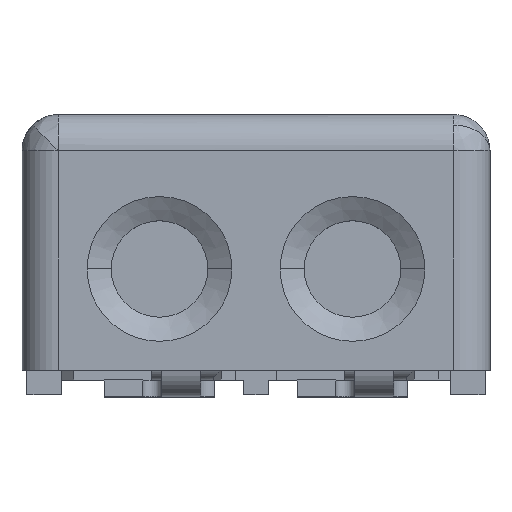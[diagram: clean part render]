
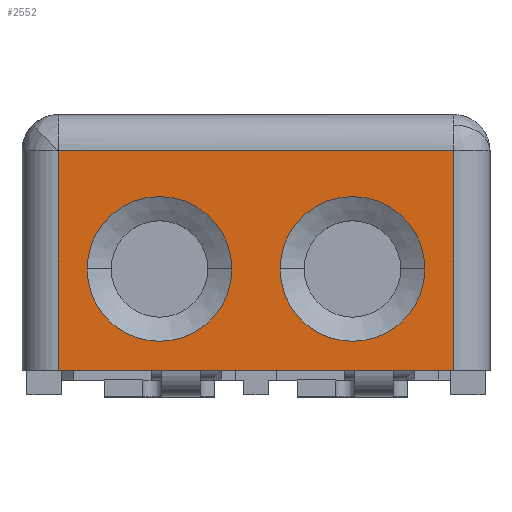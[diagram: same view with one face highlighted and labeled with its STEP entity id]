
A CAD part, top view. The second image highlights one B-rep face of the part: STEP entity #2552.
In plain terms, the highlighted planar face has unit normal (0, 0, 1).
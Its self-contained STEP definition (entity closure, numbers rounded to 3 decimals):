
#3 = AXIS2_PLACEMENT_3D ( 'NONE', #1152, #11913, #10637 ) ;
#82 = CARTESIAN_POINT ( 'NONE',  ( -4.1, 2.45, 0. ) ) ;
#99 = VECTOR ( 'NONE', #3361, 1000. ) ;
#105 = CARTESIAN_POINT ( 'NONE',  ( -2., 0., 0. ) ) ;
#132 = DIRECTION ( 'NONE',  ( 0., 0., 1. ) ) ;
#458 = DIRECTION ( 'NONE',  ( 1., 0., 0. ) ) ;
#921 = FACE_BOUND ( 'NONE', #14909, .T. ) ;
#946 = EDGE_CURVE ( 'NONE', #10016, #12270, #12106, .T. ) ;
#1123 = CARTESIAN_POINT ( 'NONE',  ( 4.1, 0., 0. ) ) ;
#1124 = DIRECTION ( 'NONE',  ( 1., 0., 0. ) ) ;
#1152 = CARTESIAN_POINT ( 'NONE',  ( 2., 0., 0. ) ) ;
#1394 = CARTESIAN_POINT ( 'NONE',  ( 2., 0., 0. ) ) ;
#1433 = CARTESIAN_POINT ( 'NONE',  ( -4.1, -2.1, 0. ) ) ;
#1453 = EDGE_LOOP ( 'NONE', ( #7572, #7190 ) ) ;
#1976 = CARTESIAN_POINT ( 'NONE',  ( 0.5, 0., 0. ) ) ;
#2304 = CARTESIAN_POINT ( 'NONE',  ( -0.5, 0., 0. ) ) ;
#2495 = VERTEX_POINT ( 'NONE', #82 ) ;
#2552 = ADVANCED_FACE ( 'NONE', ( #11223, #921, #10269 ), #4802, .T. ) ;
#2719 = VERTEX_POINT ( 'NONE', #5264 ) ;
#2725 = AXIS2_PLACEMENT_3D ( 'NONE', #1394, #13415, #9730 ) ;
#2876 = DIRECTION ( 'NONE',  ( 0., 0., -1. ) ) ;
#3042 = CARTESIAN_POINT ( 'NONE',  ( 4.1, 2.45, 0. ) ) ;
#3361 = DIRECTION ( 'NONE',  ( 0., 1., 0. ) ) ;
#3689 = DIRECTION ( 'NONE',  ( 0., -1., 0. ) ) ;
#3846 = CARTESIAN_POINT ( 'NONE',  ( -4.1, 0., 0. ) ) ;
#3853 = ORIENTED_EDGE ( 'NONE', *, *, #9162, .T. ) ;
#4802 = PLANE ( 'NONE',  #8081 ) ;
#5060 = CARTESIAN_POINT ( 'NONE',  ( 0., 0., 0. ) ) ;
#5264 = CARTESIAN_POINT ( 'NONE',  ( 3.5, 0., 0. ) ) ;
#5349 = EDGE_CURVE ( 'NONE', #6796, #2719, #12531, .T. ) ;
#5614 = CARTESIAN_POINT ( 'NONE',  ( 17.495, 2.45, 0. ) ) ;
#6023 = CARTESIAN_POINT ( 'NONE',  ( -3.5, 0., 0. ) ) ;
#6796 = VERTEX_POINT ( 'NONE', #1976 ) ;
#6864 = LINE ( 'NONE', #3846, #8738 ) ;
#7056 = EDGE_CURVE ( 'NONE', #8078, #10016, #8758, .T. ) ;
#7112 = ORIENTED_EDGE ( 'NONE', *, *, #7056, .T. ) ;
#7190 = ORIENTED_EDGE ( 'NONE', *, *, #5349, .T. ) ;
#7217 = EDGE_CURVE ( 'NONE', #2719, #6796, #13265, .T. ) ;
#7555 = ORIENTED_EDGE ( 'NONE', *, *, #946, .T. ) ;
#7572 = ORIENTED_EDGE ( 'NONE', *, *, #7217, .T. ) ;
#8071 = CIRCLE ( 'NONE', #8595, 1.5 ) ;
#8078 = VERTEX_POINT ( 'NONE', #1433 ) ;
#8081 = AXIS2_PLACEMENT_3D ( 'NONE', #5060, #132, #14496 ) ;
#8595 = AXIS2_PLACEMENT_3D ( 'NONE', #9879, #2876, #458 ) ;
#8738 = VECTOR ( 'NONE', #3689, 1000. ) ;
#8758 = LINE ( 'NONE', #14460, #11566 ) ;
#9106 = VERTEX_POINT ( 'NONE', #6023 ) ;
#9162 = EDGE_CURVE ( 'NONE', #2495, #8078, #6864, .T. ) ;
#9327 = VECTOR ( 'NONE', #14100, 1000. ) ;
#9730 = DIRECTION ( 'NONE',  ( 1., 0., 0. ) ) ;
#9879 = CARTESIAN_POINT ( 'NONE',  ( -2., 0., 0. ) ) ;
#10016 = VERTEX_POINT ( 'NONE', #11745 ) ;
#10269 = FACE_OUTER_BOUND ( 'NONE', #13824, .T. ) ;
#10364 = ORIENTED_EDGE ( 'NONE', *, *, #11335, .F. ) ;
#10637 = DIRECTION ( 'NONE',  ( 1., 0., 0. ) ) ;
#10741 = ORIENTED_EDGE ( 'NONE', *, *, #11653, .T. ) ;
#10966 = AXIS2_PLACEMENT_3D ( 'NONE', #105, #14412, #11177 ) ;
#11177 = DIRECTION ( 'NONE',  ( 1., 0., 0. ) ) ;
#11223 = FACE_BOUND ( 'NONE', #1453, .T. ) ;
#11335 = EDGE_CURVE ( 'NONE', #2495, #12270, #14217, .T. ) ;
#11566 = VECTOR ( 'NONE', #1124, 1000. ) ;
#11653 = EDGE_CURVE ( 'NONE', #12437, #9106, #14578, .T. ) ;
#11745 = CARTESIAN_POINT ( 'NONE',  ( 4.1, -2.1, 0. ) ) ;
#11913 = DIRECTION ( 'NONE',  ( 0., 0., -1. ) ) ;
#12106 = LINE ( 'NONE', #1123, #99 ) ;
#12270 = VERTEX_POINT ( 'NONE', #3042 ) ;
#12437 = VERTEX_POINT ( 'NONE', #2304 ) ;
#12531 = CIRCLE ( 'NONE', #3, 1.5 ) ;
#13265 = CIRCLE ( 'NONE', #2725, 1.5 ) ;
#13415 = DIRECTION ( 'NONE',  ( 0., 0., -1. ) ) ;
#13824 = EDGE_LOOP ( 'NONE', ( #10364, #3853, #7112, #7555 ) ) ;
#13856 = EDGE_CURVE ( 'NONE', #9106, #12437, #8071, .T. ) ;
#14100 = DIRECTION ( 'NONE',  ( 1., 0., 0. ) ) ;
#14217 = LINE ( 'NONE', #5614, #9327 ) ;
#14412 = DIRECTION ( 'NONE',  ( 0., 0., -1. ) ) ;
#14460 = CARTESIAN_POINT ( 'NONE',  ( 0., -2.1, 0. ) ) ;
#14496 = DIRECTION ( 'NONE',  ( 1., 0., 0. ) ) ;
#14578 = CIRCLE ( 'NONE', #10966, 1.5 ) ;
#14909 = EDGE_LOOP ( 'NONE', ( #10741, #15273 ) ) ;
#15273 = ORIENTED_EDGE ( 'NONE', *, *, #13856, .T. ) ;
